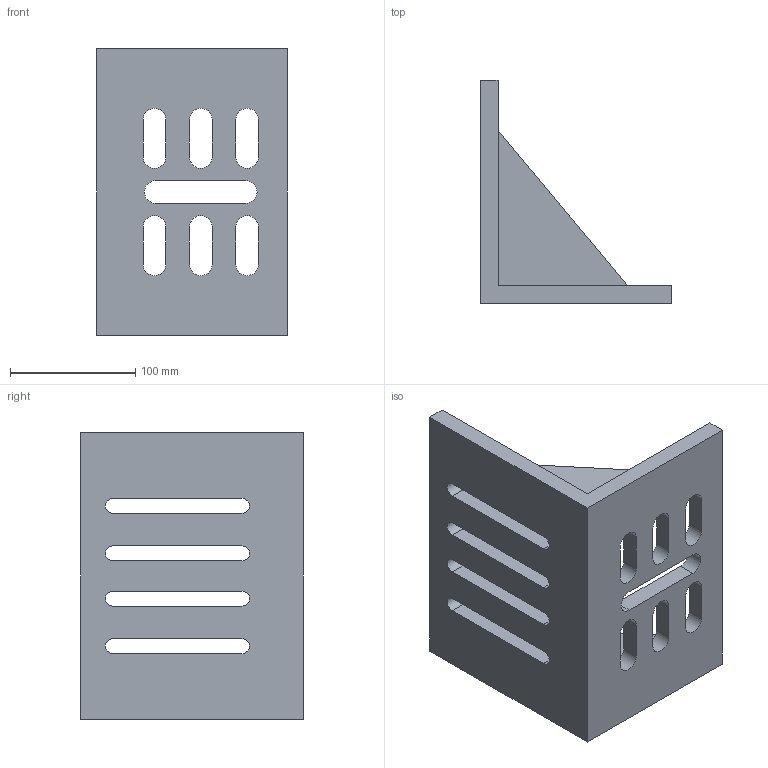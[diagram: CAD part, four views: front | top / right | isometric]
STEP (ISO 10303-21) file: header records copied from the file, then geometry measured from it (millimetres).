
FILE_DESCRIPTION (( 'STEP AP203' ), '1' );
FILE_NAME ('09-0591.STEP', '2024-02-26T10:07:31', ( '' ), ( '' ), 'SwSTEP 2.0', 'SolidWorks 2024', '' );
FILE_SCHEMA (( 'CONFIG_CONTROL_DESIGN' ));
Length unit declared in the file: millimetre
Products named in the file (1): 09-0591
Bounding box: 152.4 x 177.8 x 228.6 mm (x, y, z)
Volume: 937581.5 mm3; surface area: 187317.9 mm2
Topology: 1 solids, 1 shells, 64 faces, 186 edges, 124 vertices
Faces by surface type: plane 36, cylinder 28
Entity records: 2247 total; most frequent: CARTESIAN_POINT 375, DIRECTION 372, ORIENTED_EDGE 372, EDGE_CURVE 186, VECTOR 130, LINE 130, VERTEX_POINT 124, AXIS2_PLACEMENT_3D 121
